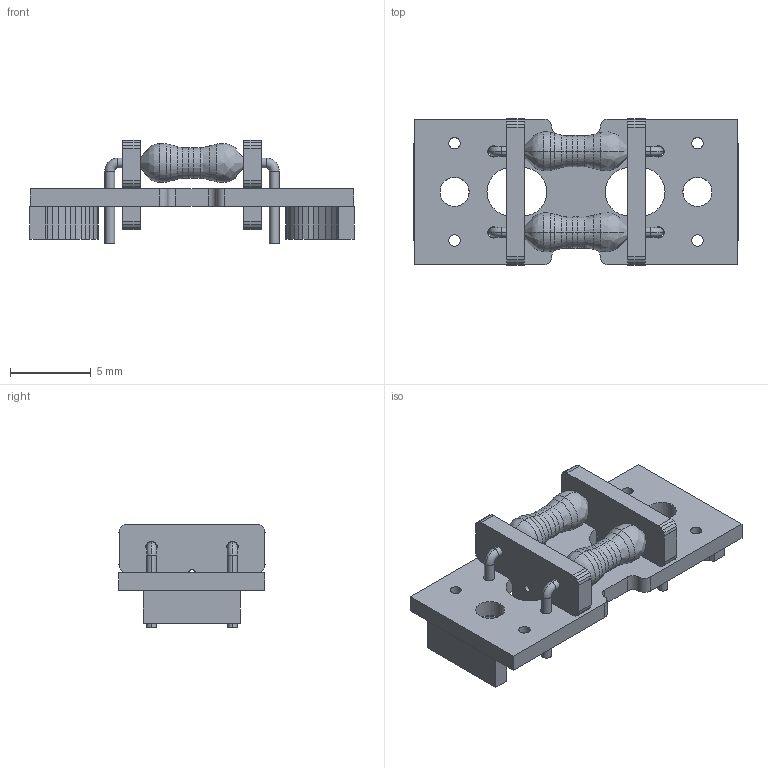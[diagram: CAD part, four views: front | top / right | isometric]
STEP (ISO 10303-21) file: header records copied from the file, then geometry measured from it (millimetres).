
FILE_DESCRIPTION(('Open CASCADE Model'),'2;1');
FILE_NAME('Open CASCADE Shape Model','2019-02-25T19:27:14',('Author'),( 'Open CASCADE'),'Open CASCADE STEP processor 6.8','Open CASCADE 6.8' ,'Unknown');
FILE_SCHEMA(('AUTOMOTIVE_DESIGN { 1 0 10303 214 1 1 1 1 }'));
Length unit declared in the file: millimetre
Products named in the file (8): PCB; Board; Free-Models; pwsat2_thermal-knife_tht-resistor-holder_0v1; User_Library-R-Axial-0_25W-10_16; pwsat2_thermal-knife_washer_0v1
Assembly tree (10 placements, depth 4):
  PCB
    Board
    Free-Models
      pwsat2_thermal-knife_tht-resistor-holder_0v1  x2
        Board
      User_Library-R-Axial-0_25W-10_16  x2
      pwsat2_thermal-knife_washer_0v1  x2
        Board
Bounding box: 20.02 x 9.02 x 6.42 mm (x, y, z)
Volume: 335.1 mm3; surface area: 904.2 mm2
Topology: 7 solids, 7 shells, 312 faces, 830 edges, 532 vertices
Faces by surface type: plane 214, cylinder 46, bspline 44, torus 8
Full cylindrical faces by diameter (mm): 0.4 x2, 0.7 x12, 1.8 x4
Entity records: 6212 total; most frequent: CARTESIAN_POINT 1427, ORIENTED_EDGE 932, DIRECTION 862, EDGE_CURVE 466, LINE 352, VECTOR 352, VERTEX_POINT 300, AXIS2_PLACEMENT_3D 255
